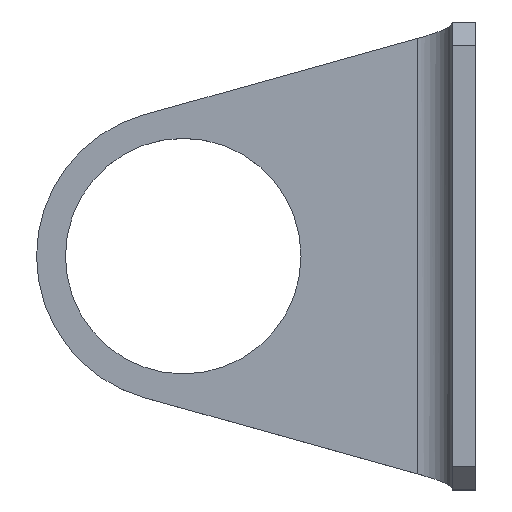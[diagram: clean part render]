
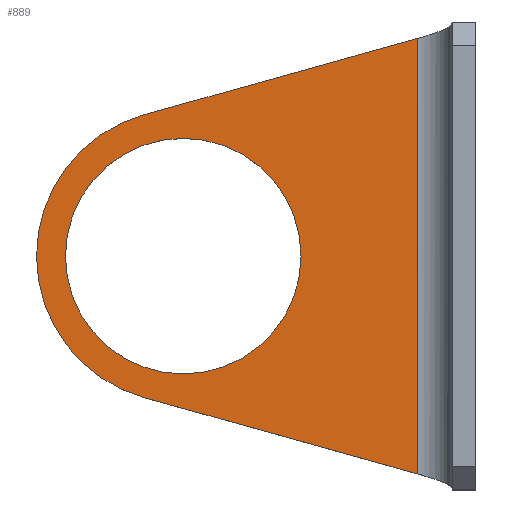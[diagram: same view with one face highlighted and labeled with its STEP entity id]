
A CAD part, top view. The second image highlights one B-rep face of the part: STEP entity #889.
In plain terms, the highlighted planar face has unit normal (0, 0, 1).
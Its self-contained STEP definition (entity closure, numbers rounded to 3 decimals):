
#29 = DIRECTION ( 'NONE',  ( 0., 0., 1. ) ) ;
#43 = AXIS2_PLACEMENT_3D ( 'NONE', #685, #29, #160 ) ;
#63 = CARTESIAN_POINT ( 'NONE',  ( -12.7, 0., 2. ) ) ;
#65 = VERTEX_POINT ( 'NONE', #63 ) ;
#75 = DIRECTION ( 'NONE',  ( 1., 0., 0. ) ) ;
#79 = CARTESIAN_POINT ( 'NONE',  ( -10.2, 0., 2. ) ) ;
#86 = CIRCLE ( 'NONE', #720, 10.2 ) ;
#88 = EDGE_CURVE ( 'NONE', #320, #650, #618, .T. ) ;
#103 = CARTESIAN_POINT ( 'NONE',  ( -3.415, 12.232, 2. ) ) ;
#104 = VECTOR ( 'NONE', #355, 1000. ) ;
#106 = DIRECTION ( 'NONE',  ( 0., 0., 1. ) ) ;
#121 = EDGE_CURVE ( 'NONE', #65, #320, #270, .T. ) ;
#160 = DIRECTION ( 'NONE',  ( 1., 0., 0. ) ) ;
#169 = DIRECTION ( 'NONE',  ( 0.963, -0.269, 0. ) ) ;
#190 = EDGE_CURVE ( 'NONE', #754, #650, #838, .T. ) ;
#195 = ORIENTED_EDGE ( 'NONE', *, *, #190, .F. ) ;
#223 = PLANE ( 'NONE',  #283 ) ;
#237 = DIRECTION ( 'NONE',  ( 1., 0., 0. ) ) ;
#238 = DIRECTION ( 'NONE',  ( 1., 0., 0. ) ) ;
#244 = DIRECTION ( 'NONE',  ( 0., 0., 1. ) ) ;
#251 = AXIS2_PLACEMENT_3D ( 'NONE', #257, #106, #75 ) ;
#257 = CARTESIAN_POINT ( 'NONE',  ( 0., 0., 2. ) ) ;
#264 = EDGE_LOOP ( 'NONE', ( #302, #426 ) ) ;
#270 = CIRCLE ( 'NONE', #938, 12.7 ) ;
#274 = CARTESIAN_POINT ( 'NONE',  ( 20.3, 18.854, 2. ) ) ;
#280 = VECTOR ( 'NONE', #832, 1000. ) ;
#283 = AXIS2_PLACEMENT_3D ( 'NONE', #435, #520, #237 ) ;
#302 = ORIENTED_EDGE ( 'NONE', *, *, #716, .F. ) ;
#307 = ORIENTED_EDGE ( 'NONE', *, *, #323, .T. ) ;
#320 = VERTEX_POINT ( 'NONE', #519 ) ;
#323 = EDGE_CURVE ( 'NONE', #754, #361, #908, .T. ) ;
#341 = ORIENTED_EDGE ( 'NONE', *, *, #121, .T. ) ;
#355 = DIRECTION ( 'NONE',  ( 0., -1., 0. ) ) ;
#357 = ORIENTED_EDGE ( 'NONE', *, *, #88, .T. ) ;
#361 = VERTEX_POINT ( 'NONE', #103 ) ;
#382 = CARTESIAN_POINT ( 'NONE',  ( 20.3, -18.854, 2. ) ) ;
#426 = ORIENTED_EDGE ( 'NONE', *, *, #559, .F. ) ;
#435 = CARTESIAN_POINT ( 'NONE',  ( 0., 0., 2. ) ) ;
#440 = CARTESIAN_POINT ( 'NONE',  ( 20.3, 20.25, 2. ) ) ;
#458 = FACE_OUTER_BOUND ( 'NONE', #910, .T. ) ;
#472 = CARTESIAN_POINT ( 'NONE',  ( 0., 0., 2. ) ) ;
#476 = VECTOR ( 'NONE', #169, 1000. ) ;
#519 = CARTESIAN_POINT ( 'NONE',  ( -3.415, -12.232, 2. ) ) ;
#520 = DIRECTION ( 'NONE',  ( 0., 0., 1. ) ) ;
#552 = ORIENTED_EDGE ( 'NONE', *, *, #574, .T. ) ;
#559 = EDGE_CURVE ( 'NONE', #957, #940, #881, .T. ) ;
#562 = CARTESIAN_POINT ( 'NONE',  ( 0., 0., 2. ) ) ;
#574 = EDGE_CURVE ( 'NONE', #361, #65, #983, .T. ) ;
#614 = DIRECTION ( 'NONE',  ( 0., 0., 1. ) ) ;
#618 = LINE ( 'NONE', #917, #476 ) ;
#626 = DIRECTION ( 'NONE',  ( 1., 0., 0. ) ) ;
#650 = VERTEX_POINT ( 'NONE', #382 ) ;
#685 = CARTESIAN_POINT ( 'NONE',  ( 0., 0., 2. ) ) ;
#688 = FACE_BOUND ( 'NONE', #264, .T. ) ;
#716 = EDGE_CURVE ( 'NONE', #940, #957, #86, .T. ) ;
#720 = AXIS2_PLACEMENT_3D ( 'NONE', #562, #614, #238 ) ;
#735 = CARTESIAN_POINT ( 'NONE',  ( -3.415, 12.232, 2. ) ) ;
#754 = VERTEX_POINT ( 'NONE', #274 ) ;
#820 = CARTESIAN_POINT ( 'NONE',  ( 10.2, 0., 2. ) ) ;
#832 = DIRECTION ( 'NONE',  ( -0.963, -0.269, 0. ) ) ;
#838 = LINE ( 'NONE', #440, #104 ) ;
#881 = CIRCLE ( 'NONE', #43, 10.2 ) ;
#889 = ADVANCED_FACE ( 'NONE', ( #688, #458 ), #223, .T. ) ;
#908 = LINE ( 'NONE', #735, #280 ) ;
#910 = EDGE_LOOP ( 'NONE', ( #357, #195, #307, #552, #341 ) ) ;
#917 = CARTESIAN_POINT ( 'NONE',  ( -3.415, -12.232, 2. ) ) ;
#938 = AXIS2_PLACEMENT_3D ( 'NONE', #472, #244, #626 ) ;
#940 = VERTEX_POINT ( 'NONE', #79 ) ;
#957 = VERTEX_POINT ( 'NONE', #820 ) ;
#983 = CIRCLE ( 'NONE', #251, 12.7 ) ;
